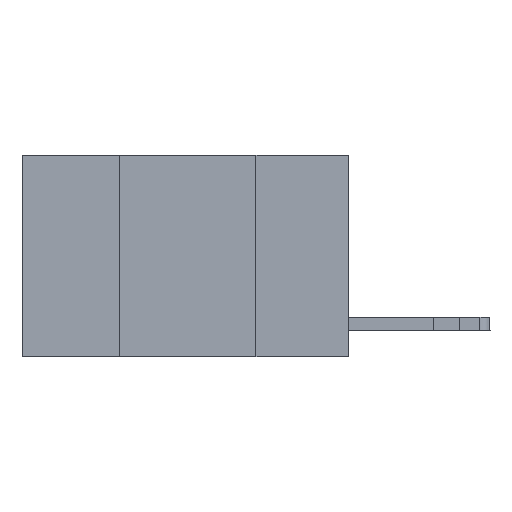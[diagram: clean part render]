
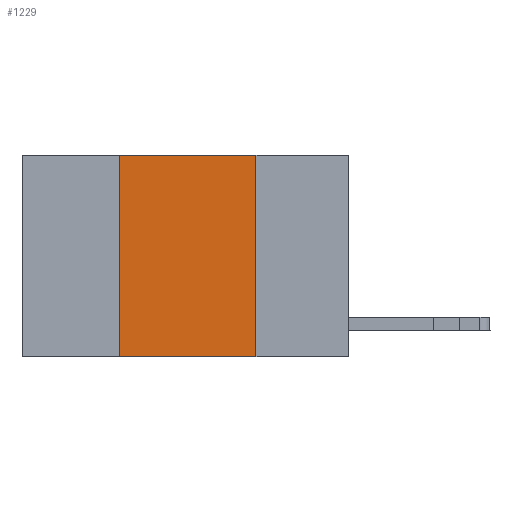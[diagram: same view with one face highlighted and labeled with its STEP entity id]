
A CAD part, left-side view. The second image highlights one B-rep face of the part: STEP entity #1229.
In plain terms, the highlighted planar face has unit normal (-1, 0, 0).
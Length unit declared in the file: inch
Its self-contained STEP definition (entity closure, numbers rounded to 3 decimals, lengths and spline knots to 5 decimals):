
#205 = VERTEX_POINT ( 'NONE', #2822 ) ;
#545 = DIRECTION ( 'NONE',  ( 0., 0., 1. ) ) ;
#1039 = VECTOR ( 'NONE', #5094, 39.37008 ) ;
#1171 = LINE ( 'NONE', #14410, #11864 ) ;
#1229 = ADVANCED_FACE ( 'NONE', ( #9281 ), #2469, .F. ) ;
#2010 = EDGE_CURVE ( 'NONE', #6337, #5801, #15003, .T. ) ;
#2469 = PLANE ( 'NONE',  #6619 ) ;
#2563 = CARTESIAN_POINT ( 'NONE',  ( 0., 0.6, 0. ) ) ;
#2822 = CARTESIAN_POINT ( 'NONE',  ( 0., 0.17, -0.37 ) ) ;
#4515 = CARTESIAN_POINT ( 'NONE',  ( 0., 0.42, 0. ) ) ;
#4692 = EDGE_CURVE ( 'NONE', #7478, #205, #15754, .T. ) ;
#4703 = ORIENTED_EDGE ( 'NONE', *, *, #8596, .T. ) ;
#5094 = DIRECTION ( 'NONE',  ( 0., 0., -1. ) ) ;
#5801 = VERTEX_POINT ( 'NONE', #6051 ) ;
#5900 = EDGE_LOOP ( 'NONE', ( #14987, #9315, #6602, #4703 ) ) ;
#6051 = CARTESIAN_POINT ( 'NONE',  ( 0., 0.42, 0. ) ) ;
#6337 = VERTEX_POINT ( 'NONE', #11558 ) ;
#6441 = DIRECTION ( 'NONE',  ( 0., -1., 0. ) ) ;
#6602 = ORIENTED_EDGE ( 'NONE', *, *, #2010, .F. ) ;
#6619 = AXIS2_PLACEMENT_3D ( 'NONE', #2563, #16864, #16956 ) ;
#6895 = VECTOR ( 'NONE', #9627, 39.37008 ) ;
#7478 = VERTEX_POINT ( 'NONE', #11063 ) ;
#8521 = EDGE_CURVE ( 'NONE', #5801, #7478, #1171, .T. ) ;
#8596 = EDGE_CURVE ( 'NONE', #6337, #205, #14764, .T. ) ;
#9281 = FACE_OUTER_BOUND ( 'NONE', #5900, .T. ) ;
#9315 = ORIENTED_EDGE ( 'NONE', *, *, #8521, .F. ) ;
#9627 = DIRECTION ( 'NONE',  ( 0., -1., 0. ) ) ;
#11063 = CARTESIAN_POINT ( 'NONE',  ( 0., 0.17, 0. ) ) ;
#11558 = CARTESIAN_POINT ( 'NONE',  ( 0., 0.42, -0.37 ) ) ;
#11743 = VECTOR ( 'NONE', #545, 39.37008 ) ;
#11864 = VECTOR ( 'NONE', #6441, 39.37008 ) ;
#12336 = CARTESIAN_POINT ( 'NONE',  ( 0., 0.6, -0.37 ) ) ;
#14410 = CARTESIAN_POINT ( 'NONE',  ( 0., 0.6, 0. ) ) ;
#14764 = LINE ( 'NONE', #12336, #6895 ) ;
#14987 = ORIENTED_EDGE ( 'NONE', *, *, #4692, .F. ) ;
#15003 = LINE ( 'NONE', #4515, #11743 ) ;
#15754 = LINE ( 'NONE', #15937, #1039 ) ;
#15937 = CARTESIAN_POINT ( 'NONE',  ( 0., 0.17, 0. ) ) ;
#16864 = DIRECTION ( 'NONE',  ( 1., 0., 0. ) ) ;
#16956 = DIRECTION ( 'NONE',  ( 0., 0., -1. ) ) ;
